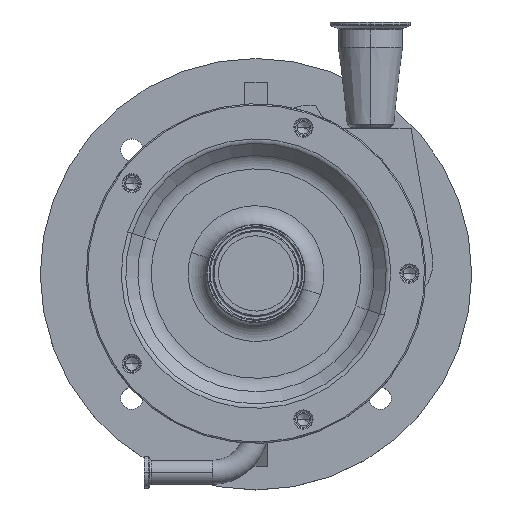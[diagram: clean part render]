
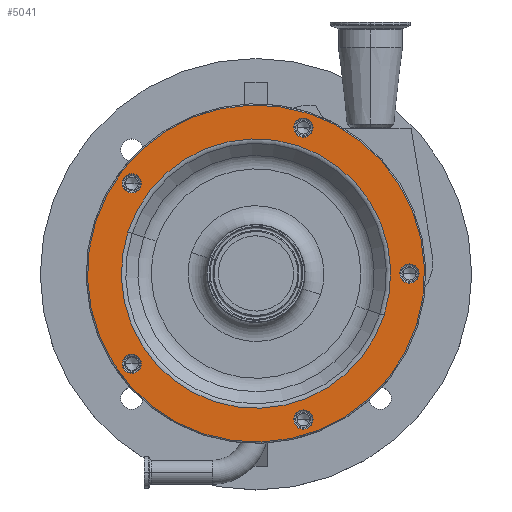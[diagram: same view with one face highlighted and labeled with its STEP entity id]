
A CAD part, top view. The second image highlights one B-rep face of the part: STEP entity #5041.
In plain terms, the highlighted planar face has unit normal (0, 0, 1).
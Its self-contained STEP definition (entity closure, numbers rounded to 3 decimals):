
#26 = ORIENTED_EDGE ( 'NONE', *, *, #2708, .T. ) ;
#73 = EDGE_LOOP ( 'NONE', ( #10662, #114 ) ) ;
#114 = ORIENTED_EDGE ( 'NONE', *, *, #9545, .T. ) ;
#307 = VERTEX_POINT ( 'NONE', #7171 ) ;
#386 = CARTESIAN_POINT ( 'NONE',  ( 44.97, -118.391, 316. ) ) ;
#461 = AXIS2_PLACEMENT_3D ( 'NONE', #9389, #7540, #1717 ) ;
#522 = FACE_BOUND ( 'NONE', #3657, .T. ) ;
#613 = CIRCLE ( 'NONE', #9903, 7.644 ) ;
#651 = CIRCLE ( 'NONE', #8311, 107.071 ) ;
#801 = EDGE_CURVE ( 'NONE', #6677, #9543, #3625, .T. ) ;
#810 = CARTESIAN_POINT ( 'NONE',  ( 30.43, 118.391, 316. ) ) ;
#933 = CIRCLE ( 'NONE', #10593, 7.644 ) ;
#1046 = CIRCLE ( 'NONE', #3038, 7.644 ) ;
#1262 = VERTEX_POINT ( 'NONE', #3921 ) ;
#1403 = DIRECTION ( 'NONE',  ( 0., 0., -1. ) ) ;
#1594 = ORIENTED_EDGE ( 'NONE', *, *, #9236, .F. ) ;
#1613 = CARTESIAN_POINT ( 'NONE',  ( 0., 0., 316. ) ) ;
#1644 = AXIS2_PLACEMENT_3D ( 'NONE', #2905, #5523, #9659 ) ;
#1717 = DIRECTION ( 'NONE',  ( -0.951, 0.309, 0. ) ) ;
#1761 = VERTEX_POINT ( 'NONE', #10885 ) ;
#1762 = VERTEX_POINT ( 'NONE', #3229 ) ;
#1848 = CARTESIAN_POINT ( 'NONE',  ( 41.408, 127.442, 316. ) ) ;
#1884 = EDGE_CURVE ( 'NONE', #1262, #1761, #4740, .T. ) ;
#2079 = EDGE_CURVE ( 'NONE', #9064, #3574, #5249, .T. ) ;
#2117 = CARTESIAN_POINT ( 'NONE',  ( -105.97, 74.072, 316. ) ) ;
#2367 = CARTESIAN_POINT ( 'NONE',  ( 127.442, -41.408, 316. ) ) ;
#2494 = DIRECTION ( 'NONE',  ( -0.951, 0.309, 0. ) ) ;
#2549 = CIRCLE ( 'NONE', #4502, 7.644 ) ;
#2708 = EDGE_CURVE ( 'NONE', #10911, #8079, #4028, .T. ) ;
#2808 = EDGE_CURVE ( 'NONE', #8079, #10911, #10997, .T. ) ;
#2870 = DIRECTION ( 'NONE',  ( 0., 0., -1. ) ) ;
#2905 = CARTESIAN_POINT ( 'NONE',  ( 0., 0., 316. ) ) ;
#2997 = DIRECTION ( 'NONE',  ( 0., 0., -1. ) ) ;
#3028 = VERTEX_POINT ( 'NONE', #9003 ) ;
#3038 = AXIS2_PLACEMENT_3D ( 'NONE', #7385, #1403, #4813 ) ;
#3152 = FACE_BOUND ( 'NONE', #73, .T. ) ;
#3229 = CARTESIAN_POINT ( 'NONE',  ( -91.43, -74.072, 316. ) ) ;
#3231 = CARTESIAN_POINT ( 'NONE',  ( 0., 0., 316. ) ) ;
#3251 = CARTESIAN_POINT ( 'NONE',  ( 30.43, -113.667, 316. ) ) ;
#3262 = DIRECTION ( 'NONE',  ( -0.951, 0.309, 0. ) ) ;
#3456 = CIRCLE ( 'NONE', #9902, 7.644 ) ;
#3574 = VERTEX_POINT ( 'NONE', #810 ) ;
#3584 = ORIENTED_EDGE ( 'NONE', *, *, #7119, .T. ) ;
#3625 = CIRCLE ( 'NONE', #10950, 7.644 ) ;
#3657 = EDGE_LOOP ( 'NONE', ( #10333, #3584 ) ) ;
#3674 = EDGE_CURVE ( 'NONE', #1761, #1262, #651, .T. ) ;
#3842 = AXIS2_PLACEMENT_3D ( 'NONE', #9040, #5627, #7122 ) ;
#3921 = CARTESIAN_POINT ( 'NONE',  ( 101.831, -33.087, 316. ) ) ;
#4028 = CIRCLE ( 'NONE', #461, 7.644 ) ;
#4050 = CARTESIAN_POINT ( 'NONE',  ( 37.7, 116.029, 316. ) ) ;
#4162 = ORIENTED_EDGE ( 'NONE', *, *, #10952, .T. ) ;
#4205 = EDGE_LOOP ( 'NONE', ( #9613, #5161 ) ) ;
#4284 = DIRECTION ( 'NONE',  ( 0., 0., -1. ) ) ;
#4502 = AXIS2_PLACEMENT_3D ( 'NONE', #8882, #4683, #4571 ) ;
#4571 = DIRECTION ( 'NONE',  ( -0.951, 0.309, 0. ) ) ;
#4683 = DIRECTION ( 'NONE',  ( 0., 0., -1. ) ) ;
#4740 = CIRCLE ( 'NONE', #8662, 107.071 ) ;
#4771 = EDGE_LOOP ( 'NONE', ( #10200, #1594 ) ) ;
#4811 = FACE_BOUND ( 'NONE', #8874, .T. ) ;
#4813 = DIRECTION ( 'NONE',  ( -0.951, 0.309, 0. ) ) ;
#4922 = CARTESIAN_POINT ( 'NONE',  ( -98.7, 71.71, 316. ) ) ;
#4965 = DIRECTION ( 'NONE',  ( -0.951, 0.309, 0. ) ) ;
#5041 = ADVANCED_FACE ( 'NONE', ( #4811, #8164, #8217, #522, #3152, #6550, #9406 ), #9454, .F. ) ;
#5062 = CIRCLE ( 'NONE', #8456, 7.644 ) ;
#5073 = CARTESIAN_POINT ( 'NONE',  ( -98.7, -71.71, 316. ) ) ;
#5161 = ORIENTED_EDGE ( 'NONE', *, *, #1884, .T. ) ;
#5249 = CIRCLE ( 'NONE', #3842, 7.644 ) ;
#5357 = DIRECTION ( 'NONE',  ( -0.951, 0.309, 0. ) ) ;
#5408 = ORIENTED_EDGE ( 'NONE', *, *, #8996, .T. ) ;
#5475 = DIRECTION ( 'NONE',  ( 0., 0., -1. ) ) ;
#5523 = DIRECTION ( 'NONE',  ( 0., 0., -1. ) ) ;
#5586 = CARTESIAN_POINT ( 'NONE',  ( 44.97, 113.667, 316. ) ) ;
#5617 = CARTESIAN_POINT ( 'NONE',  ( 114.73, 2.362, 316. ) ) ;
#5627 = DIRECTION ( 'NONE',  ( 0., 0., -1. ) ) ;
#5874 = VERTEX_POINT ( 'NONE', #2367 ) ;
#5920 = DIRECTION ( 'NONE',  ( 0., 0., -1. ) ) ;
#6019 = DIRECTION ( 'NONE',  ( -0.951, 0.309, 0. ) ) ;
#6148 = AXIS2_PLACEMENT_3D ( 'NONE', #10405, #2870, #6019 ) ;
#6322 = DIRECTION ( 'NONE',  ( 0., 0., -1. ) ) ;
#6386 = AXIS2_PLACEMENT_3D ( 'NONE', #1848, #9357, #8511 ) ;
#6550 = FACE_OUTER_BOUND ( 'NONE', #4771, .T. ) ;
#6610 = DIRECTION ( 'NONE',  ( 0., 0., -1. ) ) ;
#6656 = CIRCLE ( 'NONE', #1644, 134. ) ;
#6677 = VERTEX_POINT ( 'NONE', #9033 ) ;
#6815 = EDGE_LOOP ( 'NONE', ( #4162, #5408 ) ) ;
#7046 = ORIENTED_EDGE ( 'NONE', *, *, #9110, .T. ) ;
#7119 = EDGE_CURVE ( 'NONE', #8465, #307, #1046, .T. ) ;
#7122 = DIRECTION ( 'NONE',  ( -0.951, 0.309, 0. ) ) ;
#7171 = CARTESIAN_POINT ( 'NONE',  ( -91.43, 69.348, 316. ) ) ;
#7385 = CARTESIAN_POINT ( 'NONE',  ( -98.7, 71.71, 316. ) ) ;
#7540 = DIRECTION ( 'NONE',  ( 0., 0., -1. ) ) ;
#7740 = DIRECTION ( 'NONE',  ( -0.951, 0.309, 0. ) ) ;
#7795 = ORIENTED_EDGE ( 'NONE', *, *, #2808, .T. ) ;
#7852 = DIRECTION ( 'NONE',  ( 0., 0., -1. ) ) ;
#8079 = VERTEX_POINT ( 'NONE', #386 ) ;
#8110 = CARTESIAN_POINT ( 'NONE',  ( 122., 0., 316. ) ) ;
#8122 = VERTEX_POINT ( 'NONE', #9204 ) ;
#8164 = FACE_BOUND ( 'NONE', #10256, .T. ) ;
#8217 = FACE_BOUND ( 'NONE', #6815, .T. ) ;
#8311 = AXIS2_PLACEMENT_3D ( 'NONE', #3231, #10211, #2494 ) ;
#8456 = AXIS2_PLACEMENT_3D ( 'NONE', #5073, #4284, #4965 ) ;
#8465 = VERTEX_POINT ( 'NONE', #2117 ) ;
#8511 = DIRECTION ( 'NONE',  ( -0.951, 0.309, 0. ) ) ;
#8623 = CIRCLE ( 'NONE', #9514, 134. ) ;
#8662 = AXIS2_PLACEMENT_3D ( 'NONE', #9423, #7852, #7740 ) ;
#8874 = EDGE_LOOP ( 'NONE', ( #9100, #7046 ) ) ;
#8882 = CARTESIAN_POINT ( 'NONE',  ( -98.7, -71.71, 316. ) ) ;
#8996 = EDGE_CURVE ( 'NONE', #3028, #1762, #2549, .T. ) ;
#9003 = CARTESIAN_POINT ( 'NONE',  ( -105.97, -69.348, 316. ) ) ;
#9033 = CARTESIAN_POINT ( 'NONE',  ( 129.27, -2.362, 316. ) ) ;
#9040 = CARTESIAN_POINT ( 'NONE',  ( 37.7, 116.029, 316. ) ) ;
#9064 = VERTEX_POINT ( 'NONE', #5586 ) ;
#9069 = DIRECTION ( 'NONE',  ( -0.951, 0.309, 0. ) ) ;
#9100 = ORIENTED_EDGE ( 'NONE', *, *, #801, .T. ) ;
#9110 = EDGE_CURVE ( 'NONE', #9543, #6677, #933, .T. ) ;
#9204 = CARTESIAN_POINT ( 'NONE',  ( -127.442, 41.408, 316. ) ) ;
#9236 = EDGE_CURVE ( 'NONE', #5874, #8122, #6656, .T. ) ;
#9357 = DIRECTION ( 'NONE',  ( 0., 0., -1. ) ) ;
#9389 = CARTESIAN_POINT ( 'NONE',  ( 37.7, -116.029, 316. ) ) ;
#9406 = FACE_BOUND ( 'NONE', #4205, .T. ) ;
#9423 = CARTESIAN_POINT ( 'NONE',  ( 0., 0., 316. ) ) ;
#9454 = PLANE ( 'NONE',  #6386 ) ;
#9514 = AXIS2_PLACEMENT_3D ( 'NONE', #1613, #5920, #3262 ) ;
#9543 = VERTEX_POINT ( 'NONE', #5617 ) ;
#9545 = EDGE_CURVE ( 'NONE', #3574, #9064, #613, .T. ) ;
#9613 = ORIENTED_EDGE ( 'NONE', *, *, #3674, .T. ) ;
#9635 = DIRECTION ( 'NONE',  ( -0.951, 0.309, 0. ) ) ;
#9659 = DIRECTION ( 'NONE',  ( -0.951, 0.309, 0. ) ) ;
#9848 = CARTESIAN_POINT ( 'NONE',  ( 122., 0., 316. ) ) ;
#9902 = AXIS2_PLACEMENT_3D ( 'NONE', #4922, #2997, #9069 ) ;
#9903 = AXIS2_PLACEMENT_3D ( 'NONE', #4050, #6610, #10663 ) ;
#10200 = ORIENTED_EDGE ( 'NONE', *, *, #10671, .F. ) ;
#10211 = DIRECTION ( 'NONE',  ( 0., 0., -1. ) ) ;
#10256 = EDGE_LOOP ( 'NONE', ( #7795, #26 ) ) ;
#10333 = ORIENTED_EDGE ( 'NONE', *, *, #10606, .T. ) ;
#10405 = CARTESIAN_POINT ( 'NONE',  ( 37.7, -116.029, 316. ) ) ;
#10593 = AXIS2_PLACEMENT_3D ( 'NONE', #9848, #5475, #5357 ) ;
#10606 = EDGE_CURVE ( 'NONE', #307, #8465, #3456, .T. ) ;
#10662 = ORIENTED_EDGE ( 'NONE', *, *, #2079, .T. ) ;
#10663 = DIRECTION ( 'NONE',  ( -0.951, 0.309, 0. ) ) ;
#10671 = EDGE_CURVE ( 'NONE', #8122, #5874, #8623, .T. ) ;
#10885 = CARTESIAN_POINT ( 'NONE',  ( -101.831, 33.087, 316. ) ) ;
#10911 = VERTEX_POINT ( 'NONE', #3251 ) ;
#10950 = AXIS2_PLACEMENT_3D ( 'NONE', #8110, #6322, #9635 ) ;
#10952 = EDGE_CURVE ( 'NONE', #1762, #3028, #5062, .T. ) ;
#10997 = CIRCLE ( 'NONE', #6148, 7.644 ) ;
